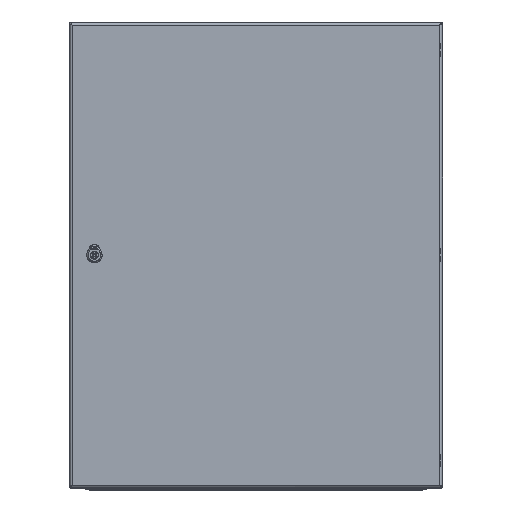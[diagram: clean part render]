
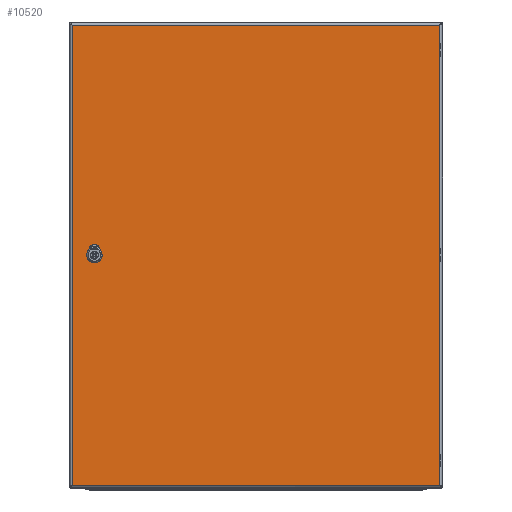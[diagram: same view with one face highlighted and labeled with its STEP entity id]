
A CAD part, top view. The second image highlights one B-rep face of the part: STEP entity #10520.
In plain terms, the highlighted face is planar.
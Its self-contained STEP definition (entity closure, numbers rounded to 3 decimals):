
#4480=FACE_BOUND('',#13299,.T.);
#4481=FACE_BOUND('',#13300,.T.);
#5577=PLANE('',#29783);
#7317=LINE('',#47655,#9036);
#7318=LINE('',#47660,#9037);
#7319=LINE('',#47664,#9038);
#7320=LINE('',#47668,#9039);
#7321=LINE('',#47671,#9040);
#7322=LINE('',#47674,#9041);
#7323=LINE('',#47676,#9042);
#7324=LINE('',#47678,#9043);
#9036=VECTOR('',#34902,1.);
#9037=VECTOR('',#34905,1.);
#9038=VECTOR('',#34908,1.);
#9039=VECTOR('',#34911,1.);
#9040=VECTOR('',#34914,1.);
#9041=VECTOR('',#34915,1.);
#9042=VECTOR('',#34916,1.);
#9043=VECTOR('',#34917,1.);
#10520=ADVANCED_FACE('',(#4480,#4481),#5577,.F.);
#13299=EDGE_LOOP('',(#18655,#18656,#18657,#18658,#18659,#18660,#18661,#18662));
#13300=EDGE_LOOP('',(#18663,#18664,#18665,#18666));
#18655=ORIENTED_EDGE('',*,*,#25786,.T.);
#18656=ORIENTED_EDGE('',*,*,#25787,.T.);
#18657=ORIENTED_EDGE('',*,*,#25788,.T.);
#18658=ORIENTED_EDGE('',*,*,#25789,.T.);
#18659=ORIENTED_EDGE('',*,*,#25790,.T.);
#18660=ORIENTED_EDGE('',*,*,#25791,.T.);
#18661=ORIENTED_EDGE('',*,*,#25792,.T.);
#18662=ORIENTED_EDGE('',*,*,#25793,.T.);
#18663=ORIENTED_EDGE('',*,*,#25794,.T.);
#18664=ORIENTED_EDGE('',*,*,#25795,.T.);
#18665=ORIENTED_EDGE('',*,*,#25796,.T.);
#18666=ORIENTED_EDGE('',*,*,#25797,.T.);
#22707=VERTEX_POINT('',#47656);
#22708=VERTEX_POINT('',#47657);
#22709=VERTEX_POINT('',#47659);
#22710=VERTEX_POINT('',#47661);
#22711=VERTEX_POINT('',#47663);
#22712=VERTEX_POINT('',#47665);
#22713=VERTEX_POINT('',#47667);
#22714=VERTEX_POINT('',#47669);
#22715=VERTEX_POINT('',#47672);
#22716=VERTEX_POINT('',#47673);
#22717=VERTEX_POINT('',#47675);
#22718=VERTEX_POINT('',#47677);
#25786=EDGE_CURVE('',#22707,#22708,#7317,.T.);
#25787=EDGE_CURVE('',#22708,#22709,#27785,.T.);
#25788=EDGE_CURVE('',#22709,#22710,#7318,.T.);
#25789=EDGE_CURVE('',#22710,#22711,#27786,.T.);
#25790=EDGE_CURVE('',#22711,#22712,#7319,.T.);
#25791=EDGE_CURVE('',#22712,#22713,#27787,.T.);
#25792=EDGE_CURVE('',#22713,#22714,#7320,.T.);
#25793=EDGE_CURVE('',#22714,#22707,#27788,.T.);
#25794=EDGE_CURVE('',#22715,#22716,#7321,.T.);
#25795=EDGE_CURVE('',#22716,#22717,#7322,.T.);
#25796=EDGE_CURVE('',#22717,#22718,#7323,.T.);
#25797=EDGE_CURVE('',#22718,#22715,#7324,.T.);
#27785=CIRCLE('',#29779,11.25);
#27786=CIRCLE('',#29780,11.25);
#27787=CIRCLE('',#29781,11.25);
#27788=CIRCLE('',#29782,11.25);
#29779=AXIS2_PLACEMENT_3D('',#47658,#34903,#34904);
#29780=AXIS2_PLACEMENT_3D('',#47662,#34906,#34907);
#29781=AXIS2_PLACEMENT_3D('',#47666,#34909,#34910);
#29782=AXIS2_PLACEMENT_3D('',#47670,#34912,#34913);
#29783=AXIS2_PLACEMENT_3D('',#47679,#34918,#34919);
#34902=DIRECTION('',(-1.,0.,0.));
#34903=DIRECTION('',(0.,0.,1.));
#34904=DIRECTION('',(1.,0.,0.));
#34905=DIRECTION('',(0.,-1.,0.));
#34906=DIRECTION('',(0.,0.,1.));
#34907=DIRECTION('',(1.,0.,0.));
#34908=DIRECTION('',(1.,0.,0.));
#34909=DIRECTION('',(0.,0.,1.));
#34910=DIRECTION('',(1.,0.,0.));
#34911=DIRECTION('',(0.,1.,0.));
#34912=DIRECTION('',(0.,0.,1.));
#34913=DIRECTION('',(1.,0.,0.));
#34914=DIRECTION('',(0.,1.,0.));
#34915=DIRECTION('',(1.,0.,0.));
#34916=DIRECTION('',(0.,-1.,0.));
#34917=DIRECTION('',(-1.,0.,0.));
#34918=DIRECTION('',(0.,0.,1.));
#34919=DIRECTION('',(1.,0.,0.));
#47655=CARTESIAN_POINT('',(-396.25,10.2,0.));
#47656=CARTESIAN_POINT('',(350.996,10.2,0.));
#47657=CARTESIAN_POINT('',(341.504,10.2,0.));
#47658=CARTESIAN_POINT('',(346.25,0.,0.));
#47659=CARTESIAN_POINT('',(336.05,4.746,0.));
#47660=CARTESIAN_POINT('',(336.05,-495.5,0.));
#47661=CARTESIAN_POINT('',(336.05,-4.746,0.));
#47662=CARTESIAN_POINT('',(346.25,0.,0.));
#47663=CARTESIAN_POINT('',(341.504,-10.2,0.));
#47664=CARTESIAN_POINT('',(-396.25,-10.2,0.));
#47665=CARTESIAN_POINT('',(350.996,-10.2,0.));
#47666=CARTESIAN_POINT('',(346.25,0.,0.));
#47667=CARTESIAN_POINT('',(356.45,-4.746,0.));
#47668=CARTESIAN_POINT('',(356.45,-495.5,0.));
#47669=CARTESIAN_POINT('',(356.45,4.746,0.));
#47670=CARTESIAN_POINT('',(346.25,0.,0.));
#47671=CARTESIAN_POINT('',(-394.15,-495.5,0.));
#47672=CARTESIAN_POINT('',(-394.15,-493.4,0.));
#47673=CARTESIAN_POINT('',(-394.15,493.4,0.));
#47674=CARTESIAN_POINT('',(-396.25,493.4,0.));
#47675=CARTESIAN_POINT('',(394.15,493.4,0.));
#47676=CARTESIAN_POINT('',(394.15,-495.5,0.));
#47677=CARTESIAN_POINT('',(394.15,-493.4,0.));
#47678=CARTESIAN_POINT('',(-396.25,-493.4,0.));
#47679=CARTESIAN_POINT('',(-396.25,-495.5,0.));
